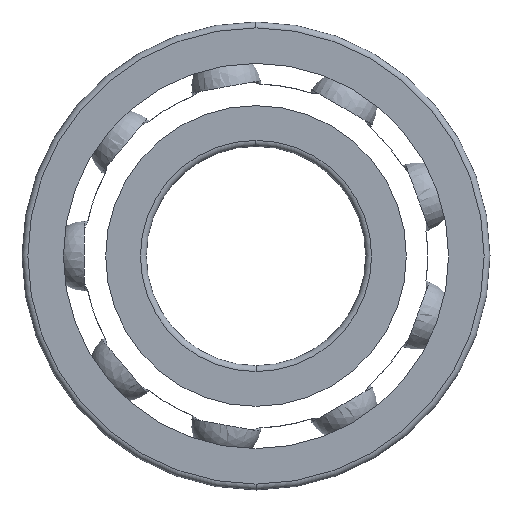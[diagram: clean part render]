
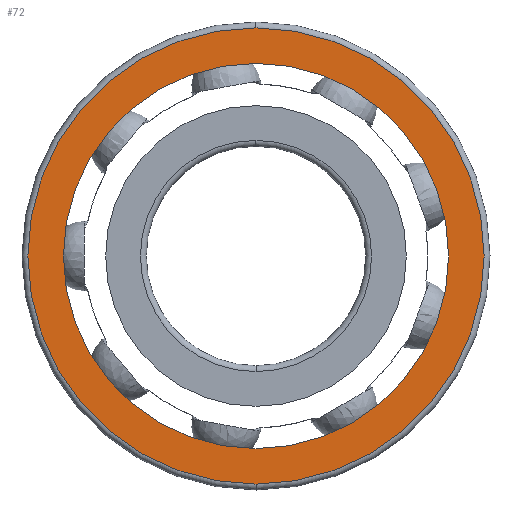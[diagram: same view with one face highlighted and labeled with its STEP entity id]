
A CAD part, left-side view. The second image highlights one B-rep face of the part: STEP entity #72.
In plain terms, the highlighted planar face has unit normal (-1, 0, 0).
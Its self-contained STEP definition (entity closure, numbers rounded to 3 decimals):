
#72=ADVANCED_FACE('',(#151,#152),#153,.T.);
#151=FACE_OUTER_BOUND('',#309,.T.);
#152=FACE_BOUND('',#310,.T.);
#153=PLANE('',#311);
#309=EDGE_LOOP('',(#528,#529));
#310=EDGE_LOOP('',(#530,#531));
#311=AXIS2_PLACEMENT_3D('',#532,#533,#534);
#528=ORIENTED_EDGE('',*,*,#977,.F.);
#529=ORIENTED_EDGE('',*,*,#990,.F.);
#530=ORIENTED_EDGE('',*,*,#989,.T.);
#531=ORIENTED_EDGE('',*,*,#981,.T.);
#532=CARTESIAN_POINT('',(0.0,143.85,0.0));
#533=DIRECTION('',(-1.0,-0.0,0.0));
#534=DIRECTION('',(0.0,0.0,1.0));
#977=EDGE_CURVE('',#1145,#1148,#1149,.T.);
#981=EDGE_CURVE('',#1155,#1152,#1156,.T.);
#989=EDGE_CURVE('',#1152,#1155,#1167,.T.);
#990=EDGE_CURVE('',#1148,#1145,#1168,.T.);
#1145=VERTEX_POINT('',#1407);
#1148=VERTEX_POINT('',#1410);
#1149=CIRCLE('',#1411,156.0);
#1152=VERTEX_POINT('',#1414);
#1155=VERTEX_POINT('',#1418);
#1156=CIRCLE('',#1419,131.7);
#1167=CIRCLE('',#1431,131.7);
#1168=CIRCLE('',#1432,156.0);
#1407=CARTESIAN_POINT('',(0.0,0.,-156.0));
#1410=CARTESIAN_POINT('',(0.0,0.,156.0));
#1411=AXIS2_PLACEMENT_3D('',#2305,#2306,#2307);
#1414=CARTESIAN_POINT('',(0.0,131.7,0.0));
#1418=CARTESIAN_POINT('',(0.0,-131.7,0.));
#1419=AXIS2_PLACEMENT_3D('',#2315,#2316,#2317);
#1431=AXIS2_PLACEMENT_3D('',#2337,#2338,#2339);
#1432=AXIS2_PLACEMENT_3D('',#2340,#2341,#2342);
#2305=CARTESIAN_POINT('',(0.0,0.0,0.0));
#2306=DIRECTION('',(1.0,0.0,0.0));
#2307=DIRECTION('',(0.0,1.0,0.0));
#2315=CARTESIAN_POINT('',(0.0,0.0,0.0));
#2316=DIRECTION('',(1.0,0.0,0.0));
#2317=DIRECTION('',(0.0,1.0,0.0));
#2337=CARTESIAN_POINT('',(0.0,0.0,0.0));
#2338=DIRECTION('',(1.0,0.0,0.0));
#2339=DIRECTION('',(0.0,1.0,0.0));
#2340=CARTESIAN_POINT('',(0.0,0.0,0.0));
#2341=DIRECTION('',(1.0,0.0,0.0));
#2342=DIRECTION('',(0.0,1.0,0.0));
